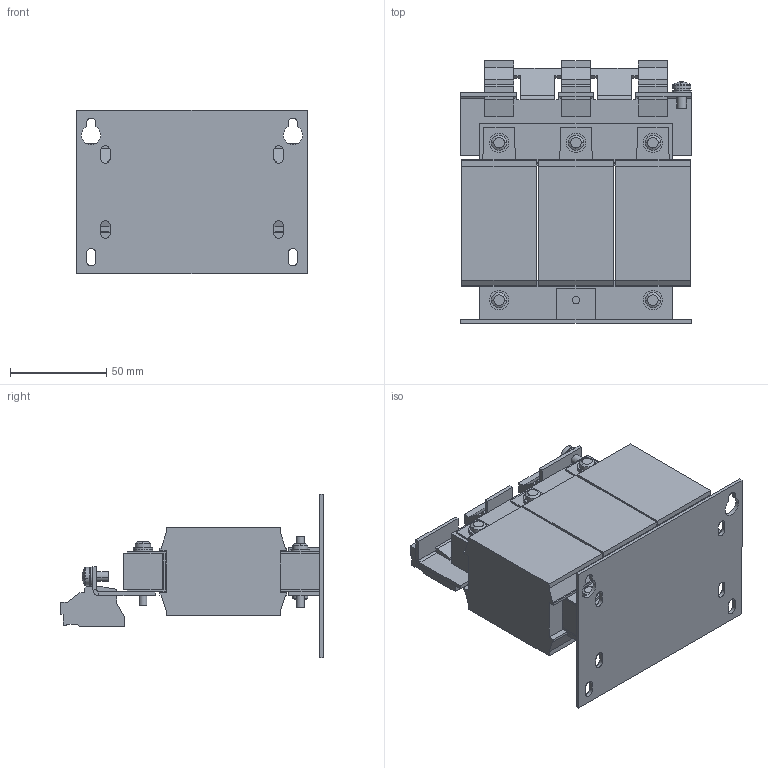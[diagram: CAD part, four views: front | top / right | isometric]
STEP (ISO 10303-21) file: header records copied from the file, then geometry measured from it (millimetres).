
FILE_DESCRIPTION (( 'STEP AP214' ), '1' );
FILE_NAME ('209250.STEP', '2020-05-29T00:16:34', ( '' ), ( '' ), 'SwSTEP 2.0', 'SolidWorks 2018', '' );
FILE_SCHEMA (( 'AUTOMOTIVE_DESIGN' ));
Length unit declared in the file: millimetre
Products named in the file (1): 209250
Bounding box: 120 x 136.65 x 85 mm (x, y, z)
Volume: 469644 mm3; surface area: 96881.1 mm2
Topology: 1 solids, 1 shells, 581 faces, 1548 edges, 985 vertices
Faces by surface type: plane 449, cylinder 107, sphere 14, cone 6, torus 5
Entity records: 17898 total; most frequent: CARTESIAN_POINT 3161, ORIENTED_EDGE 3092, DIRECTION 2980, EDGE_CURVE 1546, VECTOR 1244, LINE 1244, VERTEX_POINT 985, AXIS2_PLACEMENT_3D 868
